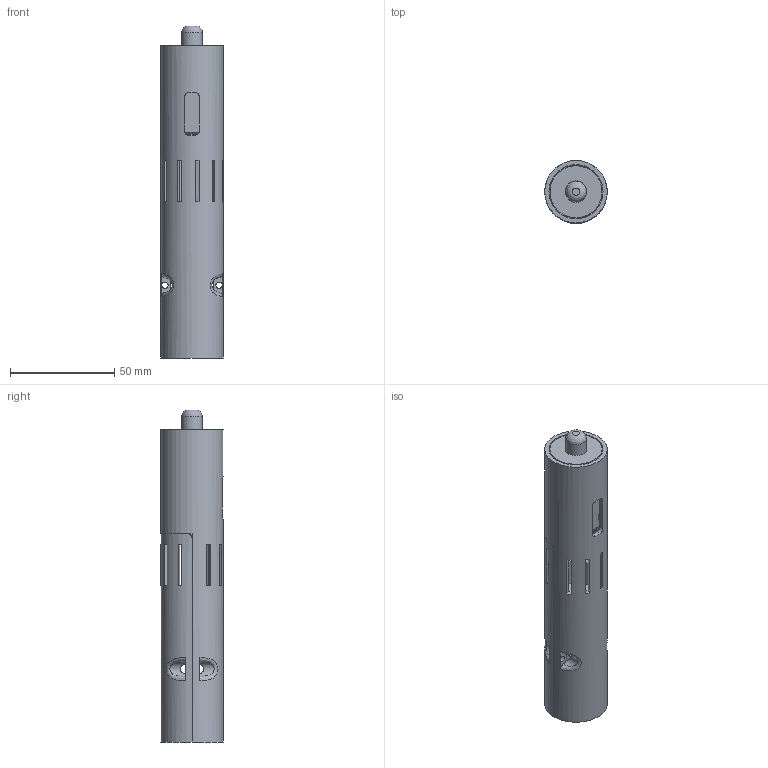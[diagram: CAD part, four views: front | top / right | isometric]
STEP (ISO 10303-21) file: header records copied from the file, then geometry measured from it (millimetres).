
FILE_DESCRIPTION(/* description */ (''),/* implementation_level */ '2;1');
FILE_NAME(/* name */ 'trigger.stp',/* time_stamp */ '2024-02-21T15:17:40+03:00',/* author */ ('omrfrkmll'),/* organization */ (''),/* preprocessor_version */ 'ST-DEVELOPER v20',/* originating_system */ 'Autodesk Inventor 2024',/* authorisation */ '');
FILE_SCHEMA (('AUTOMOTIVE_DESIGN { 1 0 10303 214 3 1 1 }'));
Length unit declared in the file: millimetre
Products named in the file (8): trigger; trigger_housing; SDL1P-A; SDL1P-A_1; SDL1P-A_pin; trigger_button; button_holder; trigger_housing_1
Assembly tree (7 placements, depth 3):
  trigger
    trigger_housing
    SDL1P-A
      SDL1P-A_1
      SDL1P-A_pin
    trigger_button
    button_holder
    trigger_housing_1
Bounding box: 30 x 30 x 159.46 mm (x, y, z)
Volume: 43452 mm3; surface area: 35898.5 mm2
Topology: 6 solids, 6 shells, 297 faces, 791 edges, 515 vertices
Faces by surface type: plane 202, cylinder 62, torus 22, cone 6, bspline 5
Full cylindrical faces by diameter (mm): 2.5 x2, 3 x4, 3.5 x2, 10 x1, 10.5 x1, 19 x1, 25 x1, 26 x2, 27.6 x1, 30 x1
Entity records: 10560 total; most frequent: CARTESIAN_POINT 2712, ORIENTED_EDGE 1582, DIRECTION 1557, EDGE_CURVE 791, AXIS2_PLACEMENT_3D 527, VERTEX_POINT 515, LINE 503, VECTOR 503
